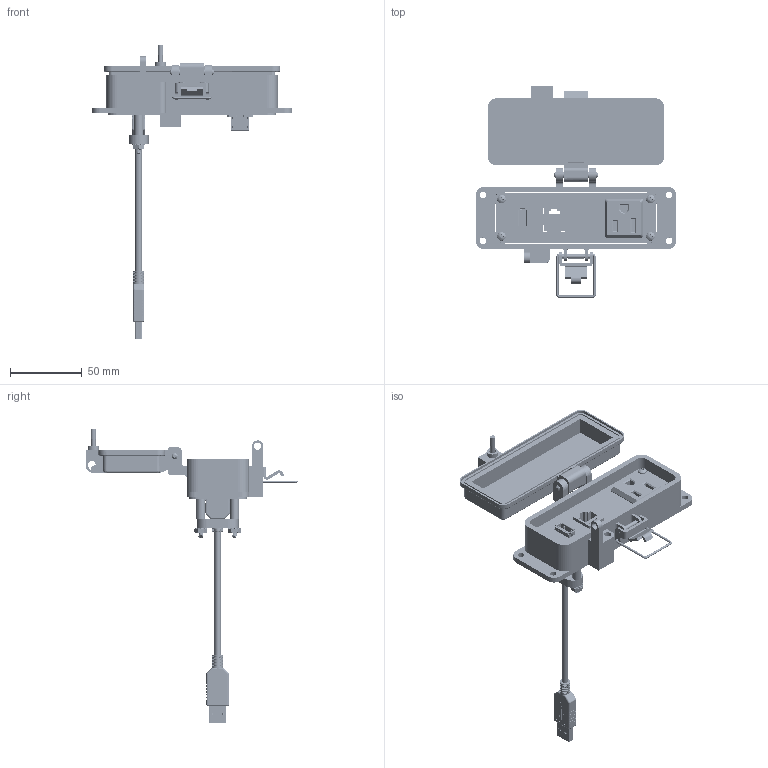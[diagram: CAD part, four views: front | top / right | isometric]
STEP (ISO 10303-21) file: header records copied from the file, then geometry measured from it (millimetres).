
FILE_DESCRIPTION (( 'STEP AP203' ), '1' );
FILE_NAME ('P-P11R2-H3R0_3D.STEP', '2020-06-04T15:31:33', ( '' ), ( '' ), 'SwSTEP 2.0', 'SolidWorks 2019', '' );
FILE_SCHEMA (( 'CONFIG_CONTROL_DESIGN' ));
Length unit declared in the file: millimetre
Products named in the file (18): Z-020-3047; Z-001-SPR_1-1_4; Z-002-632516HN_90675A007; P11; R2; Z-200-OTLT-R0SQ; Z-300-RJ45CAT5; Z-H-H3_B; P-P11R2-H3R0_TP060_1; P-P11R2-H3R0_BP180_1; Z-000-4243316TFP; P-P11R2-H3R0_FP060_1; R; P-P11R2-H3R0_TP240_2; -H3; P-P11R2-H3R0_3D; 632FH_1-3_4-IN; 92005A124_METRIC PAN HEAD PHILLIPS MACHINE SCREW_92005A124
Assembly tree (25 placements, depth 3):
  P-P11R2-H3R0_3D
    P-P11R2-H3R0_BP180_1
    P-P11R2-H3R0_TP060_1
    Z-000-4243316TFP  x3
    P11
      Z-020-3047
    P-P11R2-H3R0_TP240_2
    632FH_1-3_4-IN  x2
    Z-001-SPR_1-1_4  x2
    P-P11R2-H3R0_FP060_1
    Z-002-632516HN_90675A007  x2
    R2
      Z-300-RJ45CAT5
    R
      Z-200-OTLT-R0SQ
    -H3
      Z-H-H3_B
    92005A124_METRIC PAN HEAD PHILLIPS MACHINE SCREW_92005A124  x4
Bounding box: 140 x 147.61 x 205.72 mm (x, y, z)
Volume: 121488.8 mm3; surface area: 97456 mm2
Topology: 37 solids, 37 shells, 3528 faces, 9997 edges, 6571 vertices
Faces by surface type: cylinder 1596, plane 1426, bspline 330, cone 152, torus 16, sphere 8
Entity records: 100101 total; most frequent: CARTESIAN_POINT 35879, ORIENTED_EDGE 14152, DIRECTION 11458, EDGE_CURVE 7076, VERTEX_POINT 4658, LINE 4276, VECTOR 4276, AXIS2_PLACEMENT_3D 3591
